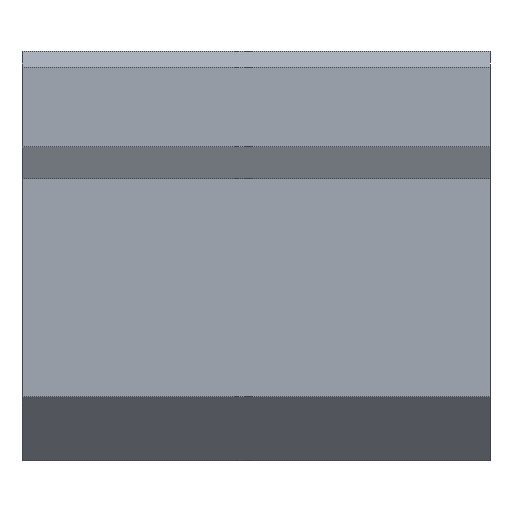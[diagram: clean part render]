
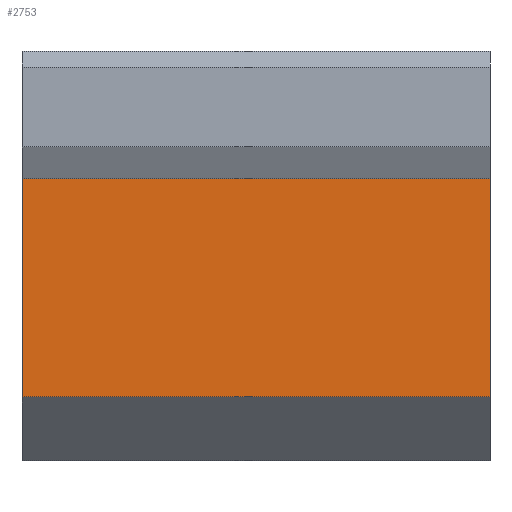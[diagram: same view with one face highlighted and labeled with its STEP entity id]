
A CAD part, front view. The second image highlights one B-rep face of the part: STEP entity #2753.
In plain terms, the highlighted planar face has unit normal (0, -1, 0).
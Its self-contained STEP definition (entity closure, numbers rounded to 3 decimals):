
#518 = VECTOR ( 'NONE', #3715, 1000. ) ;
#554 = LINE ( 'NONE', #2414, #518 ) ;
#668 = VECTOR ( 'NONE', #11137, 1000. ) ;
#881 = LINE ( 'NONE', #3595, #668 ) ;
#1071 = LINE ( 'NONE', #3064, #6224 ) ;
#1345 = EDGE_CURVE ( 'NONE', #2255, #2672, #1071, .T. ) ;
#2255 = VERTEX_POINT ( 'NONE', #11847 ) ;
#2414 = CARTESIAN_POINT ( 'NONE',  ( 44., 3.952, -32.5 ) ) ;
#2672 = VERTEX_POINT ( 'NONE', #7497 ) ;
#2678 = DIRECTION ( 'NONE',  ( 0., 0., -1. ) ) ;
#2753 = ADVANCED_FACE ( 'NONE', ( #9204 ), #5207, .F. ) ;
#3017 = DIRECTION ( 'NONE',  ( 0., 0., -1. ) ) ;
#3064 = CARTESIAN_POINT ( 'NONE',  ( 44., 3.952, -12. ) ) ;
#3595 = CARTESIAN_POINT ( 'NONE',  ( 44., 3.952, -12. ) ) ;
#3715 = DIRECTION ( 'NONE',  ( -1., 0., 0. ) ) ;
#4214 = DIRECTION ( 'NONE',  ( 0., 0., 1. ) ) ;
#4276 = VERTEX_POINT ( 'NONE', #5758 ) ;
#4298 = DIRECTION ( 'NONE',  ( 0., 1., 0. ) ) ;
#4563 = CARTESIAN_POINT ( 'NONE',  ( 0., 3.952, -12. ) ) ;
#4564 = CARTESIAN_POINT ( 'NONE',  ( 44., 3.952, -12. ) ) ;
#5207 = PLANE ( 'NONE',  #5914 ) ;
#5758 = CARTESIAN_POINT ( 'NONE',  ( 0., 3.952, -32.5 ) ) ;
#5914 = AXIS2_PLACEMENT_3D ( 'NONE', #4564, #4298, #4214 ) ;
#6032 = EDGE_CURVE ( 'NONE', #13339, #4276, #14909, .T. ) ;
#6224 = VECTOR ( 'NONE', #3017, 1000. ) ;
#7497 = CARTESIAN_POINT ( 'NONE',  ( 44., 3.952, -32.5 ) ) ;
#9204 = FACE_OUTER_BOUND ( 'NONE', #12179, .T. ) ;
#11137 = DIRECTION ( 'NONE',  ( -1., 0., 0. ) ) ;
#11595 = ORIENTED_EDGE ( 'NONE', *, *, #6032, .T. ) ;
#11638 = CARTESIAN_POINT ( 'NONE',  ( 0., 3.952, -12. ) ) ;
#11847 = CARTESIAN_POINT ( 'NONE',  ( 44., 3.952, -12. ) ) ;
#11919 = ORIENTED_EDGE ( 'NONE', *, *, #13006, .F. ) ;
#12179 = EDGE_LOOP ( 'NONE', ( #11595, #11919, #12775, #13176 ) ) ;
#12775 = ORIENTED_EDGE ( 'NONE', *, *, #1345, .F. ) ;
#12925 = EDGE_CURVE ( 'NONE', #2255, #13339, #881, .T. ) ;
#13006 = EDGE_CURVE ( 'NONE', #2672, #4276, #554, .T. ) ;
#13176 = ORIENTED_EDGE ( 'NONE', *, *, #12925, .T. ) ;
#13339 = VERTEX_POINT ( 'NONE', #11638 ) ;
#14879 = VECTOR ( 'NONE', #2678, 1000. ) ;
#14909 = LINE ( 'NONE', #4563, #14879 ) ;
